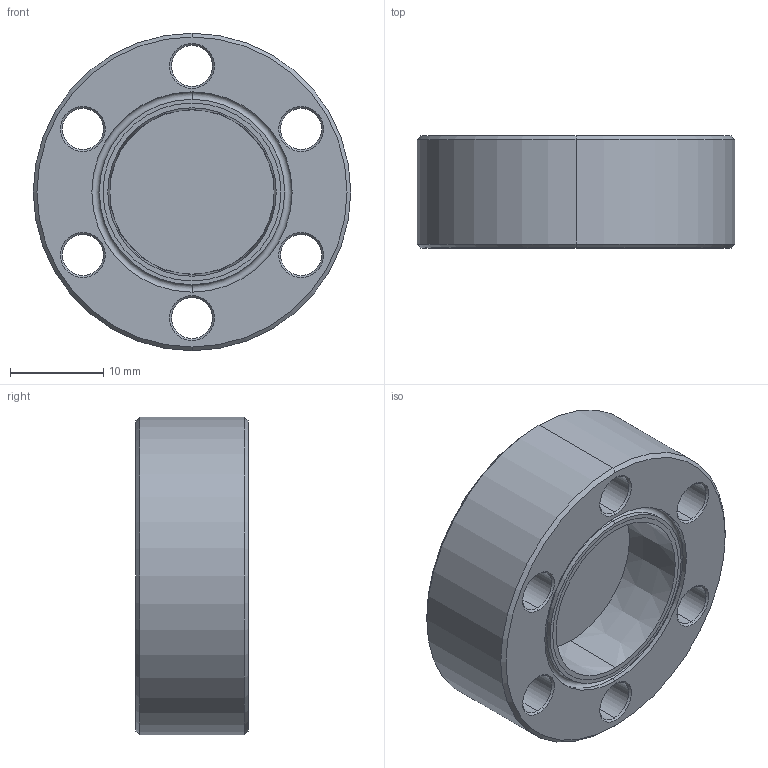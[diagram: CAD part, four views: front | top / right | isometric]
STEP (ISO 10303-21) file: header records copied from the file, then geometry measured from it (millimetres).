
FILE_DESCRIPTION (( 'STEP AP214' ), '1' );
FILE_NAME ('Hositrad_HVP750.STEP', '2015-03-26T14:06:35', ( '' ), ( '' ), 'SwSTEP 2.0', 'SolidWorks 2015', '' );
FILE_SCHEMA (( 'AUTOMOTIVE_DESIGN' ));
Length unit declared in the file: millimetre
Products named in the file (3): HVP-spinn-750-VPZ16; NW16CF-HVP750; Hositrad_HVP750
Assembly tree (2 placements, depth 2):
  Hositrad_HVP750
    NW16CF-HVP750
    HVP-spinn-750-VPZ16
Bounding box: 34 x 12 x 34 mm (x, y, z)
Volume: 6880.1 mm3; surface area: 5945.8 mm2
Topology: 3 solids, 3 shells, 91 faces, 192 edges, 112 vertices
Faces by surface type: cone 38, cylinder 32, plane 11, torus 10
Entity records: 2639 total; most frequent: DIRECTION 506, CARTESIAN_POINT 400, ORIENTED_EDGE 384, AXIS2_PLACEMENT_3D 218, EDGE_CURVE 192, CIRCLE 122, EDGE_LOOP 112, VERTEX_POINT 112
